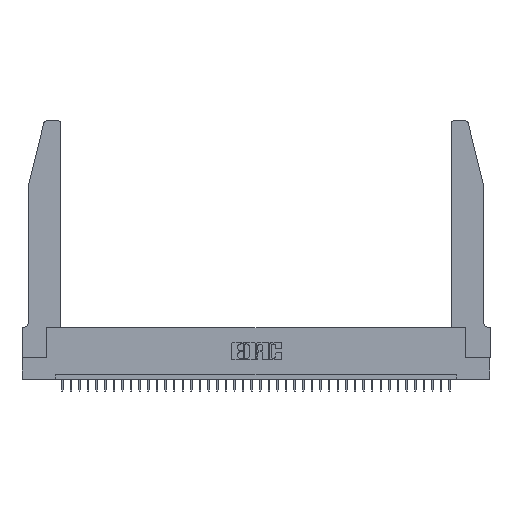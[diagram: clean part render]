
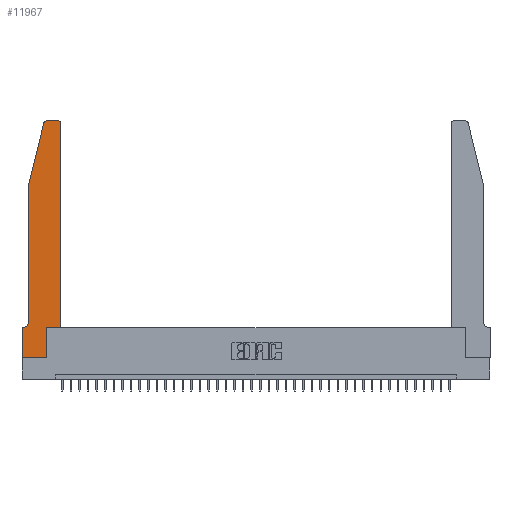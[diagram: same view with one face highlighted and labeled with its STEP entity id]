
A CAD part, top view. The second image highlights one B-rep face of the part: STEP entity #11967.
In plain terms, the highlighted planar face has unit normal (0, 0, 1).
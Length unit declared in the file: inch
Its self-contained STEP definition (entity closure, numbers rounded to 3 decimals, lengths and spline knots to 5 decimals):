
#158 = EDGE_CURVE ( 'NONE', #36734, #32167, #30804, .T. ) ;
#164 = VECTOR ( 'NONE', #37970, 39.37008 ) ;
#173 = VERTEX_POINT ( 'NONE', #32725 ) ;
#270 = CARTESIAN_POINT ( 'NONE',  ( 0.0755, 2., 0.37 ) ) ;
#340 = CARTESIAN_POINT ( 'NONE',  ( 0.0755, 2., 0.37 ) ) ;
#467 = CARTESIAN_POINT ( 'NONE',  ( 0., 0., 0.37 ) ) ;
#1896 = ORIENTED_EDGE ( 'NONE', *, *, #27518, .T. ) ;
#2556 = VECTOR ( 'NONE', #10550, 39.37008 ) ;
#3282 = ORIENTED_EDGE ( 'NONE', *, *, #6719, .T. ) ;
#3441 = DIRECTION ( 'NONE',  ( 1., 0., 0. ) ) ;
#4018 = CARTESIAN_POINT ( 'NONE',  ( 0.284, 2.72, 0.37 ) ) ;
#4226 = LINE ( 'NONE', #467, #21107 ) ;
#4561 = DIRECTION ( 'NONE',  ( 0., 0., 1. ) ) ;
#6719 = EDGE_CURVE ( 'NONE', #10051, #36734, #13484, .T. ) ;
#6761 = CARTESIAN_POINT ( 'NONE',  ( 0.4205, 2.75, 0.37 ) ) ;
#7123 = VERTEX_POINT ( 'NONE', #34515 ) ;
#7354 = LINE ( 'NONE', #37648, #30625 ) ;
#7494 = CARTESIAN_POINT ( 'NONE',  ( 0.284, 2.75, 0.37 ) ) ;
#9272 = VECTOR ( 'NONE', #16535, 39.37008 ) ;
#9296 = EDGE_CURVE ( 'NONE', #32167, #21126, #14455, .T. ) ;
#9516 = EDGE_CURVE ( 'NONE', #31096, #16516, #12333, .T. ) ;
#9679 = CARTESIAN_POINT ( 'NONE',  ( 0., 0., 0.37 ) ) ;
#10051 = VERTEX_POINT ( 'NONE', #6761 ) ;
#10158 = EDGE_CURVE ( 'NONE', #7123, #26240, #7354, .T. ) ;
#10550 = DIRECTION ( 'NONE',  ( -1., 0., 0. ) ) ;
#10909 = DIRECTION ( 'NONE',  ( 0., 0., -1. ) ) ;
#11785 = ORIENTED_EDGE ( 'NONE', *, *, #9296, .T. ) ;
#11967 = ADVANCED_FACE ( 'NONE', ( #37422 ), #28981, .T. ) ;
#12034 = ORIENTED_EDGE ( 'NONE', *, *, #14837, .T. ) ;
#12333 = CIRCLE ( 'NONE', #13620, 0.07 ) ;
#13214 = LINE ( 'NONE', #16372, #36515 ) ;
#13484 = LINE ( 'NONE', #37504, #2556 ) ;
#13620 = AXIS2_PLACEMENT_3D ( 'NONE', #14037, #10909, #34732 ) ;
#14037 = CARTESIAN_POINT ( 'NONE',  ( 0.0055, 0.42, 0.37 ) ) ;
#14146 = LINE ( 'NONE', #31885, #9272 ) ;
#14421 = AXIS2_PLACEMENT_3D ( 'NONE', #4018, #20134, #38427 ) ;
#14455 = LINE ( 'NONE', #29631, #15485 ) ;
#14837 = EDGE_CURVE ( 'NONE', #28988, #28001, #13214, .T. ) ;
#15485 = VECTOR ( 'NONE', #23904, 39.37008 ) ;
#15939 = EDGE_CURVE ( 'NONE', #16516, #173, #17236, .T. ) ;
#16372 = CARTESIAN_POINT ( 'NONE',  ( 0.2865, 0.35, 0.37 ) ) ;
#16516 = VERTEX_POINT ( 'NONE', #24073 ) ;
#16535 = DIRECTION ( 'NONE',  ( 0., -1., 0. ) ) ;
#16728 = ORIENTED_EDGE ( 'NONE', *, *, #10158, .T. ) ;
#16906 = AXIS2_PLACEMENT_3D ( 'NONE', #19505, #4561, #28782 ) ;
#17236 = LINE ( 'NONE', #28704, #31482 ) ;
#19436 = DIRECTION ( 'NONE',  ( 1., 0., 0. ) ) ;
#19505 = CARTESIAN_POINT ( 'NONE',  ( 0., 0.35, 0.37 ) ) ;
#19937 = AXIS2_PLACEMENT_3D ( 'NONE', #25155, #37159, #19436 ) ;
#20134 = DIRECTION ( 'NONE',  ( 0., 0., 1. ) ) ;
#20250 = LINE ( 'NONE', #35403, #164 ) ;
#20550 = CARTESIAN_POINT ( 'NONE',  ( 0.25487, 2.72718, 0.37 ) ) ;
#21107 = VECTOR ( 'NONE', #3441, 39.37008 ) ;
#21126 = VERTEX_POINT ( 'NONE', #340 ) ;
#21560 = DIRECTION ( 'NONE',  ( 0., 1., 0. ) ) ;
#22124 = CARTESIAN_POINT ( 'NONE',  ( 0.4505, 2.72, 0.37 ) ) ;
#23904 = DIRECTION ( 'NONE',  ( -0.239, -0.971, 0. ) ) ;
#23916 = EDGE_CURVE ( 'NONE', #28001, #7123, #20250, .T. ) ;
#24073 = CARTESIAN_POINT ( 'NONE',  ( 0.0055, 0.35, 0.37 ) ) ;
#25155 = CARTESIAN_POINT ( 'NONE',  ( 0.4205, 2.72, 0.37 ) ) ;
#25859 = ORIENTED_EDGE ( 'NONE', *, *, #30024, .T. ) ;
#26113 = DIRECTION ( 'NONE',  ( -1., 0., 0. ) ) ;
#26240 = VERTEX_POINT ( 'NONE', #22124 ) ;
#26704 = VECTOR ( 'NONE', #35351, 39.37008 ) ;
#26875 = LINE ( 'NONE', #270, #26704 ) ;
#27518 = EDGE_CURVE ( 'NONE', #21126, #31096, #26875, .T. ) ;
#27562 = ORIENTED_EDGE ( 'NONE', *, *, #15939, .T. ) ;
#28001 = VERTEX_POINT ( 'NONE', #30381 ) ;
#28100 = ORIENTED_EDGE ( 'NONE', *, *, #23916, .T. ) ;
#28704 = CARTESIAN_POINT ( 'NONE',  ( 0.0755, 0.35, 0.37 ) ) ;
#28753 = EDGE_CURVE ( 'NONE', #33958, #28988, #4226, .T. ) ;
#28782 = DIRECTION ( 'NONE',  ( 1., 0., 0. ) ) ;
#28981 = PLANE ( 'NONE',  #16906 ) ;
#28988 = VERTEX_POINT ( 'NONE', #31152 ) ;
#29631 = CARTESIAN_POINT ( 'NONE',  ( 0.0755, 2., 0.37 ) ) ;
#30024 = EDGE_CURVE ( 'NONE', #26240, #10051, #33137, .T. ) ;
#30381 = CARTESIAN_POINT ( 'NONE',  ( 0.2865, 0.35, 0.37 ) ) ;
#30625 = VECTOR ( 'NONE', #37850, 39.37008 ) ;
#30804 = CIRCLE ( 'NONE', #14421, 0.03 ) ;
#31096 = VERTEX_POINT ( 'NONE', #32369 ) ;
#31152 = CARTESIAN_POINT ( 'NONE',  ( 0.2865, 0., 0.37 ) ) ;
#31482 = VECTOR ( 'NONE', #26113, 39.37008 ) ;
#31885 = CARTESIAN_POINT ( 'NONE',  ( 0., 0., 0.37 ) ) ;
#32167 = VERTEX_POINT ( 'NONE', #20550 ) ;
#32369 = CARTESIAN_POINT ( 'NONE',  ( 0.0755, 0.42, 0.37 ) ) ;
#32725 = CARTESIAN_POINT ( 'NONE',  ( 0., 0.35, 0.37 ) ) ;
#33137 = CIRCLE ( 'NONE', #19937, 0.03 ) ;
#33958 = VERTEX_POINT ( 'NONE', #9679 ) ;
#34312 = ORIENTED_EDGE ( 'NONE', *, *, #158, .T. ) ;
#34515 = CARTESIAN_POINT ( 'NONE',  ( 0.4505, 0.35, 0.37 ) ) ;
#34575 = EDGE_LOOP ( 'NONE', ( #3282, #34312, #11785, #1896, #34852, #27562, #34645, #35564, #12034, #28100, #16728, #25859 ) ) ;
#34645 = ORIENTED_EDGE ( 'NONE', *, *, #35718, .T. ) ;
#34732 = DIRECTION ( 'NONE',  ( -1., 0., 0. ) ) ;
#34852 = ORIENTED_EDGE ( 'NONE', *, *, #9516, .T. ) ;
#35351 = DIRECTION ( 'NONE',  ( 0., -1., 0. ) ) ;
#35403 = CARTESIAN_POINT ( 'NONE',  ( 0.4505, 0.35, 0.37 ) ) ;
#35564 = ORIENTED_EDGE ( 'NONE', *, *, #28753, .T. ) ;
#35718 = EDGE_CURVE ( 'NONE', #173, #33958, #14146, .T. ) ;
#36515 = VECTOR ( 'NONE', #21560, 39.37008 ) ;
#36734 = VERTEX_POINT ( 'NONE', #7494 ) ;
#37159 = DIRECTION ( 'NONE',  ( 0., 0., 1. ) ) ;
#37422 = FACE_OUTER_BOUND ( 'NONE', #34575, .T. ) ;
#37504 = CARTESIAN_POINT ( 'NONE',  ( 0.2605, 2.75, 0.37 ) ) ;
#37648 = CARTESIAN_POINT ( 'NONE',  ( 0.4505, 0.35, 0.37 ) ) ;
#37850 = DIRECTION ( 'NONE',  ( 0., 1., 0. ) ) ;
#37970 = DIRECTION ( 'NONE',  ( 1., 0., 0. ) ) ;
#38427 = DIRECTION ( 'NONE',  ( 1., 0., 0. ) ) ;
